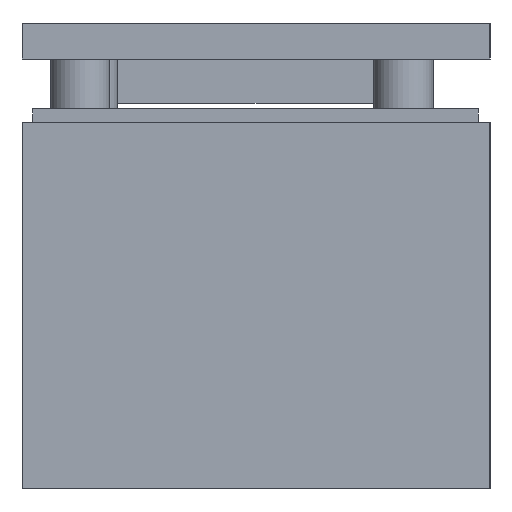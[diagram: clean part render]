
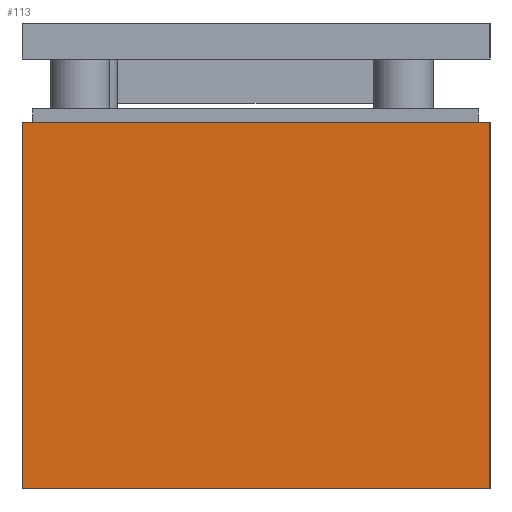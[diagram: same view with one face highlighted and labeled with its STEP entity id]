
A CAD part, left-side view. The second image highlights one B-rep face of the part: STEP entity #113.
In plain terms, the highlighted planar face has unit normal (-1, 0, 0).
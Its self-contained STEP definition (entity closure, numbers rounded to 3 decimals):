
#43 = EDGE_CURVE('',#44,#46,#48,.T.);
#44 = VERTEX_POINT('',#45);
#45 = CARTESIAN_POINT('',(0.,0.,0.));
#46 = VERTEX_POINT('',#47);
#47 = CARTESIAN_POINT('',(0.,0.,30.7));
#48 = LINE('',#49,#50);
#49 = CARTESIAN_POINT('',(0.,0.,0.));
#50 = VECTOR('',#51,1.);
#51 = DIRECTION('',(0.,0.,1.));
#113 = ADVANCED_FACE('',(#114),#139,.F.);
#114 = FACE_BOUND('',#115,.F.);
#115 = EDGE_LOOP('',(#116,#126,#132,#133));
#116 = ORIENTED_EDGE('',*,*,#117,.T.);
#117 = EDGE_CURVE('',#118,#120,#122,.T.);
#118 = VERTEX_POINT('',#119);
#119 = CARTESIAN_POINT('',(0.,39.2,0.));
#120 = VERTEX_POINT('',#121);
#121 = CARTESIAN_POINT('',(0.,39.2,30.7));
#122 = LINE('',#123,#124);
#123 = CARTESIAN_POINT('',(0.,39.2,0.));
#124 = VECTOR('',#125,1.);
#125 = DIRECTION('',(0.,0.,1.));
#126 = ORIENTED_EDGE('',*,*,#127,.T.);
#127 = EDGE_CURVE('',#120,#46,#128,.T.);
#128 = LINE('',#129,#130);
#129 = CARTESIAN_POINT('',(0.,39.2,30.7));
#130 = VECTOR('',#131,1.);
#131 = DIRECTION('',(0.,-1.,0.));
#132 = ORIENTED_EDGE('',*,*,#43,.F.);
#133 = ORIENTED_EDGE('',*,*,#134,.F.);
#134 = EDGE_CURVE('',#118,#44,#135,.T.);
#135 = LINE('',#136,#137);
#136 = CARTESIAN_POINT('',(0.,39.2,0.));
#137 = VECTOR('',#138,1.);
#138 = DIRECTION('',(0.,-1.,0.));
#139 = PLANE('',#140);
#140 = AXIS2_PLACEMENT_3D('',#141,#142,#143);
#141 = CARTESIAN_POINT('',(0.,39.2,0.));
#142 = DIRECTION('',(1.,0.,0.));
#143 = DIRECTION('',(0.,-1.,0.));
